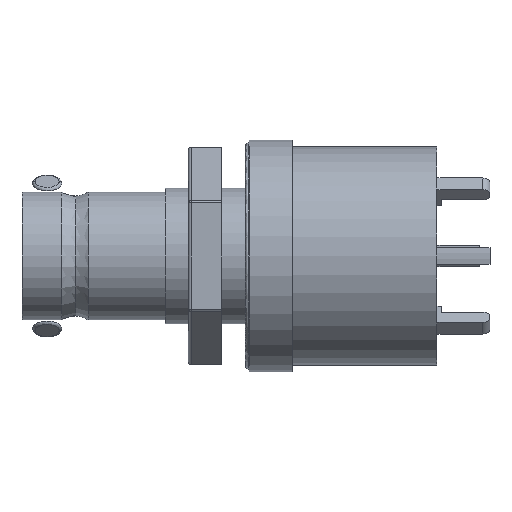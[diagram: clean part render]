
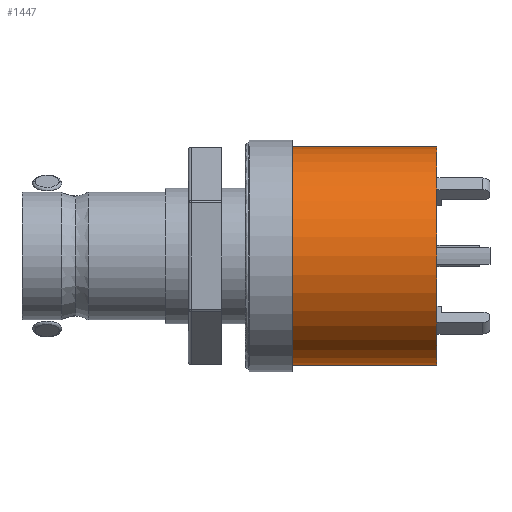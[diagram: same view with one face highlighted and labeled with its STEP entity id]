
A CAD part, front view. The second image highlights one B-rep face of the part: STEP entity #1447.
In plain terms, the highlighted cylindrical face has radius 8.225 mm (diameter 16.45 mm), a partial arc.
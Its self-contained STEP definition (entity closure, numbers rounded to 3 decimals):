
#117 = ORIENTED_EDGE ( 'NONE', *, *, #5493, .F. ) ;
#209 = EDGE_CURVE ( 'NONE', #4491, #5605, #4543, .T. ) ;
#253 = CARTESIAN_POINT ( 'NONE',  ( 7.074, 0., -8.225 ) ) ;
#479 = ORIENTED_EDGE ( 'NONE', *, *, #3191, .T. ) ;
#662 = CARTESIAN_POINT ( 'NONE',  ( -3.823, 0., -8.225 ) ) ;
#701 = DIRECTION ( 'NONE',  ( 0., 0., 1. ) ) ;
#767 = DIRECTION ( 'NONE',  ( 1., 0., 0. ) ) ;
#1022 = ORIENTED_EDGE ( 'NONE', *, *, #209, .T. ) ;
#1053 = VERTEX_POINT ( 'NONE', #3891 ) ;
#1142 = EDGE_LOOP ( 'NONE', ( #117, #1022, #479, #2494 ) ) ;
#1447 = ADVANCED_FACE ( 'NONE', ( #5129 ), #4113, .T. ) ;
#1629 = VERTEX_POINT ( 'NONE', #662 ) ;
#1759 = CARTESIAN_POINT ( 'NONE',  ( 7.074, 0., 8.225 ) ) ;
#1863 = AXIS2_PLACEMENT_3D ( 'NONE', #2731, #767, #3732 ) ;
#2128 = LINE ( 'NONE', #253, #5417 ) ;
#2235 = AXIS2_PLACEMENT_3D ( 'NONE', #2354, #3727, #5631 ) ;
#2243 = LINE ( 'NONE', #1759, #2981 ) ;
#2354 = CARTESIAN_POINT ( 'NONE',  ( 7.074, 0., 0. ) ) ;
#2494 = ORIENTED_EDGE ( 'NONE', *, *, #3752, .T. ) ;
#2693 = CARTESIAN_POINT ( 'NONE',  ( 7.074, 0., -8.225 ) ) ;
#2731 = CARTESIAN_POINT ( 'NONE',  ( -3.823, 0., 0. ) ) ;
#2981 = VECTOR ( 'NONE', #3689, 1000. ) ;
#3120 = DIRECTION ( 'NONE',  ( -1., 0., 0. ) ) ;
#3191 = EDGE_CURVE ( 'NONE', #5605, #1053, #2243, .T. ) ;
#3689 = DIRECTION ( 'NONE',  ( -1., 0., 0. ) ) ;
#3727 = DIRECTION ( 'NONE',  ( -1., 0., 0. ) ) ;
#3732 = DIRECTION ( 'NONE',  ( 0., 0., 1. ) ) ;
#3752 = EDGE_CURVE ( 'NONE', #1053, #1629, #3983, .T. ) ;
#3891 = CARTESIAN_POINT ( 'NONE',  ( -3.823, 0., 8.225 ) ) ;
#3983 = CIRCLE ( 'NONE', #1863, 8.225 ) ;
#4113 = CYLINDRICAL_SURFACE ( 'NONE', #2235, 8.225 ) ;
#4230 = AXIS2_PLACEMENT_3D ( 'NONE', #5467, #3120, #701 ) ;
#4491 = VERTEX_POINT ( 'NONE', #2693 ) ;
#4543 = CIRCLE ( 'NONE', #4230, 8.225 ) ;
#4750 = CARTESIAN_POINT ( 'NONE',  ( 7.074, 0., 8.225 ) ) ;
#5127 = DIRECTION ( 'NONE',  ( -1., 0., 0. ) ) ;
#5129 = FACE_OUTER_BOUND ( 'NONE', #1142, .T. ) ;
#5417 = VECTOR ( 'NONE', #5127, 1000. ) ;
#5467 = CARTESIAN_POINT ( 'NONE',  ( 7.074, 0., 0. ) ) ;
#5493 = EDGE_CURVE ( 'NONE', #4491, #1629, #2128, .T. ) ;
#5605 = VERTEX_POINT ( 'NONE', #4750 ) ;
#5631 = DIRECTION ( 'NONE',  ( 0., 0., 1. ) ) ;
